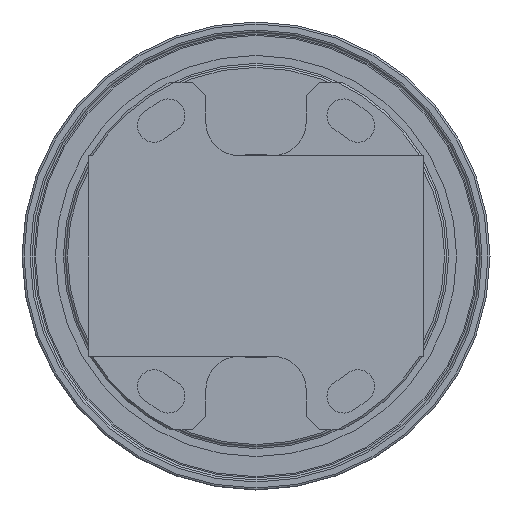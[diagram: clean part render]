
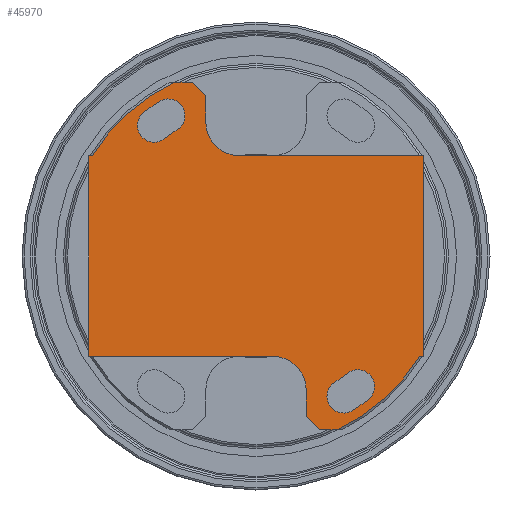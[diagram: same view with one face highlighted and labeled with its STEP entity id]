
A CAD part, front view. The second image highlights one B-rep face of the part: STEP entity #45970.
In plain terms, the highlighted planar face has unit normal (0, -1, 0).
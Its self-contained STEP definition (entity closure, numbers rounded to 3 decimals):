
#2916=LINE('',#80288,#4059);
#2917=LINE('',#80291,#4060);
#2918=LINE('',#80293,#4061);
#2919=LINE('',#80297,#4062);
#2920=LINE('',#80299,#4063);
#2921=LINE('',#80301,#4064);
#2922=LINE('',#80305,#4065);
#2923=LINE('',#80307,#4066);
#2924=LINE('',#80309,#4067);
#2925=LINE('',#80313,#4068);
#2926=LINE('',#80315,#4069);
#2927=LINE('',#80317,#4070);
#4059=VECTOR('',#56812,1000.);
#4060=VECTOR('',#56813,1000.);
#4061=VECTOR('',#56814,1000.);
#4062=VECTOR('',#56817,1000.);
#4063=VECTOR('',#56818,1000.);
#4064=VECTOR('',#56819,1000.);
#4065=VECTOR('',#56822,1000.);
#4066=VECTOR('',#56823,1000.);
#4067=VECTOR('',#56824,1000.);
#4068=VECTOR('',#56827,1000.);
#4069=VECTOR('',#56828,1000.);
#4070=VECTOR('',#56829,1000.);
#4428=PLANE('',#49260);
#15427=ORIENTED_EDGE('',*,*,#20531,.T.);
#15428=ORIENTED_EDGE('',*,*,#20532,.T.);
#15429=ORIENTED_EDGE('',*,*,#20533,.T.);
#15430=ORIENTED_EDGE('',*,*,#20534,.T.);
#15431=ORIENTED_EDGE('',*,*,#20535,.T.);
#15432=ORIENTED_EDGE('',*,*,#20536,.T.);
#15433=ORIENTED_EDGE('',*,*,#20537,.T.);
#15434=ORIENTED_EDGE('',*,*,#20538,.T.);
#15435=ORIENTED_EDGE('',*,*,#20539,.F.);
#15436=ORIENTED_EDGE('',*,*,#20540,.T.);
#15437=ORIENTED_EDGE('',*,*,#20541,.T.);
#15438=ORIENTED_EDGE('',*,*,#20542,.T.);
#15439=ORIENTED_EDGE('',*,*,#20543,.F.);
#15440=ORIENTED_EDGE('',*,*,#20544,.F.);
#15441=ORIENTED_EDGE('',*,*,#20545,.F.);
#15442=ORIENTED_EDGE('',*,*,#20546,.T.);
#15443=ORIENTED_EDGE('',*,*,#20547,.T.);
#15444=ORIENTED_EDGE('',*,*,#20548,.T.);
#15445=ORIENTED_EDGE('',*,*,#20549,.F.);
#15446=ORIENTED_EDGE('',*,*,#20550,.T.);
#15447=ORIENTED_EDGE('',*,*,#20551,.F.);
#15448=ORIENTED_EDGE('',*,*,#20552,.F.);
#15449=ORIENTED_EDGE('',*,*,#20553,.F.);
#15450=ORIENTED_EDGE('',*,*,#20554,.T.);
#20531=EDGE_CURVE('',#23545,#23546,#25602,.T.);
#20532=EDGE_CURVE('',#23546,#23547,#25603,.T.);
#20533=EDGE_CURVE('',#23547,#23548,#25604,.T.);
#20534=EDGE_CURVE('',#23548,#23545,#25605,.T.);
#20535=EDGE_CURVE('',#23549,#23550,#25606,.T.);
#20536=EDGE_CURVE('',#23550,#23551,#25607,.T.);
#20537=EDGE_CURVE('',#23551,#23552,#25608,.T.);
#20538=EDGE_CURVE('',#23552,#23549,#25609,.T.);
#20539=EDGE_CURVE('',#23553,#23554,#2916,.T.);
#20540=EDGE_CURVE('',#23553,#23555,#2917,.T.);
#20541=EDGE_CURVE('',#23555,#23556,#2918,.T.);
#20542=EDGE_CURVE('',#23556,#23557,#25610,.F.);
#20543=EDGE_CURVE('',#23558,#23557,#2919,.T.);
#20544=EDGE_CURVE('',#23559,#23558,#2920,.T.);
#20545=EDGE_CURVE('',#23560,#23559,#2921,.T.);
#20546=EDGE_CURVE('',#23560,#23561,#25611,.T.);
#20547=EDGE_CURVE('',#23561,#23562,#2922,.T.);
#20548=EDGE_CURVE('',#23562,#23563,#2923,.T.);
#20549=EDGE_CURVE('',#23564,#23563,#2924,.T.);
#20550=EDGE_CURVE('',#23564,#23565,#25612,.F.);
#20551=EDGE_CURVE('',#23566,#23565,#2925,.T.);
#20552=EDGE_CURVE('',#23567,#23566,#2926,.T.);
#20553=EDGE_CURVE('',#23568,#23567,#2927,.T.);
#20554=EDGE_CURVE('',#23568,#23554,#25613,.T.);
#23545=VERTEX_POINT('',#80273);
#23546=VERTEX_POINT('',#80274);
#23547=VERTEX_POINT('',#80276);
#23548=VERTEX_POINT('',#80278);
#23549=VERTEX_POINT('',#80281);
#23550=VERTEX_POINT('',#80282);
#23551=VERTEX_POINT('',#80284);
#23552=VERTEX_POINT('',#80286);
#23553=VERTEX_POINT('',#80289);
#23554=VERTEX_POINT('',#80290);
#23555=VERTEX_POINT('',#80292);
#23556=VERTEX_POINT('',#80294);
#23557=VERTEX_POINT('',#80296);
#23558=VERTEX_POINT('',#80298);
#23559=VERTEX_POINT('',#80300);
#23560=VERTEX_POINT('',#80302);
#23561=VERTEX_POINT('',#80304);
#23562=VERTEX_POINT('',#80306);
#23563=VERTEX_POINT('',#80308);
#23564=VERTEX_POINT('',#80310);
#23565=VERTEX_POINT('',#80312);
#23566=VERTEX_POINT('',#80314);
#23567=VERTEX_POINT('',#80316);
#23568=VERTEX_POINT('',#80318);
#25602=CIRCLE('',#49261,27.25);
#25603=CIRCLE('',#49262,2.5);
#25604=CIRCLE('',#49263,22.25);
#25605=CIRCLE('',#49264,2.5);
#25606=CIRCLE('',#49265,22.25);
#25607=CIRCLE('',#49266,2.5);
#25608=CIRCLE('',#49267,27.25);
#25609=CIRCLE('',#49268,2.5);
#25610=CIRCLE('',#49269,28.7);
#25611=CIRCLE('',#49270,5.);
#25612=CIRCLE('',#49271,28.7);
#25613=CIRCLE('',#49272,5.);
#27835=EDGE_LOOP('',(#15427,#15428,#15429,#15430));
#27836=EDGE_LOOP('',(#15431,#15432,#15433,#15434));
#27837=EDGE_LOOP('',(#15435,#15436,#15437,#15438,#15439,#15440,#15441,#15442,
#15443,#15444,#15445,#15446,#15447,#15448,#15449,#15450));
#30159=FACE_BOUND('',#27835,.T.);
#30160=FACE_BOUND('',#27836,.T.);
#30161=FACE_BOUND('',#27837,.T.);
#45970=ADVANCED_FACE('',(#30159,#30160,#30161),#4428,.F.);
#49260=AXIS2_PLACEMENT_3D('',#80271,#56794,#56795);
#49261=AXIS2_PLACEMENT_3D('',#80272,#56796,#56797);
#49262=AXIS2_PLACEMENT_3D('',#80275,#56798,#56799);
#49263=AXIS2_PLACEMENT_3D('',#80277,#56800,#56801);
#49264=AXIS2_PLACEMENT_3D('',#80279,#56802,#56803);
#49265=AXIS2_PLACEMENT_3D('',#80280,#56804,#56805);
#49266=AXIS2_PLACEMENT_3D('',#80283,#56806,#56807);
#49267=AXIS2_PLACEMENT_3D('',#80285,#56808,#56809);
#49268=AXIS2_PLACEMENT_3D('',#80287,#56810,#56811);
#49269=AXIS2_PLACEMENT_3D('',#80295,#56815,#56816);
#49270=AXIS2_PLACEMENT_3D('',#80303,#56820,#56821);
#49271=AXIS2_PLACEMENT_3D('',#80311,#56825,#56826);
#49272=AXIS2_PLACEMENT_3D('',#80319,#56830,#56831);
#56794=DIRECTION('',(0.,1.,0.));
#56795=DIRECTION('',(0.,0.,1.));
#56796=DIRECTION('',(0.,1.,0.));
#56797=DIRECTION('',(0.,0.,1.));
#56798=DIRECTION('',(0.,1.,0.));
#56799=DIRECTION('',(0.,0.,1.));
#56800=DIRECTION('',(0.,-1.,0.));
#56801=DIRECTION('',(0.,0.,1.));
#56802=DIRECTION('',(0.,1.,0.));
#56803=DIRECTION('',(0.,0.,-1.));
#56804=DIRECTION('',(0.,-1.,0.));
#56805=DIRECTION('',(0.,0.,1.));
#56806=DIRECTION('',(0.,1.,0.));
#56807=DIRECTION('',(0.,0.,1.));
#56808=DIRECTION('',(0.,1.,0.));
#56809=DIRECTION('',(0.,0.,1.));
#56810=DIRECTION('',(0.,1.,0.));
#56811=DIRECTION('',(0.,0.,-1.));
#56812=DIRECTION('',(0.,0.,-1.));
#56813=DIRECTION('',(-0.707,0.,0.707));
#56814=DIRECTION('',(-1.,0.,0.));
#56815=DIRECTION('',(0.,1.,0.));
#56816=DIRECTION('',(0.,0.,1.));
#56817=DIRECTION('',(1.,0.,0.));
#56818=DIRECTION('',(0.,0.,1.));
#56819=DIRECTION('',(-1.,0.,0.));
#56820=DIRECTION('',(0.,1.,0.));
#56821=DIRECTION('',(0.,0.,1.));
#56822=DIRECTION('',(0.,0.,-1.));
#56823=DIRECTION('',(0.707,0.,-0.707));
#56824=DIRECTION('',(-1.,0.,0.));
#56825=DIRECTION('',(0.,1.,0.));
#56826=DIRECTION('',(0.,0.,1.));
#56827=DIRECTION('',(-1.,0.,0.));
#56828=DIRECTION('',(0.,0.,-1.));
#56829=DIRECTION('',(1.,0.,0.));
#56830=DIRECTION('',(0.,1.,0.));
#56831=DIRECTION('',(0.,0.,1.));
#80271=CARTESIAN_POINT('',(0.,0.,0.));
#80272=CARTESIAN_POINT('',(0.,0.,0.));
#80273=CARTESIAN_POINT('',(16.777,0.,-21.473));
#80274=CARTESIAN_POINT('',(14.44,0.,-23.109));
#80275=CARTESIAN_POINT('',(13.116,0.,-20.989));
#80276=CARTESIAN_POINT('',(11.791,0.,-18.869));
#80277=CARTESIAN_POINT('',(0.,0.,0.));
#80278=CARTESIAN_POINT('',(13.698,0.,-17.533));
#80279=CARTESIAN_POINT('',(15.238,0.,-19.503));
#80280=CARTESIAN_POINT('',(0.,0.,0.));
#80281=CARTESIAN_POINT('',(-11.791,0.,18.869));
#80282=CARTESIAN_POINT('',(-13.698,0.,17.533));
#80283=CARTESIAN_POINT('',(-15.238,0.,19.503));
#80284=CARTESIAN_POINT('',(-16.777,0.,21.473));
#80285=CARTESIAN_POINT('',(0.,0.,0.));
#80286=CARTESIAN_POINT('',(-14.44,0.,23.109));
#80287=CARTESIAN_POINT('',(-13.116,0.,20.989));
#80288=CARTESIAN_POINT('',(-7.5,0.,15.));
#80289=CARTESIAN_POINT('',(-7.5,0.,24.));
#80290=CARTESIAN_POINT('',(-7.5,0.,20.));
#80291=CARTESIAN_POINT('',(-9.5,0.,26.));
#80292=CARTESIAN_POINT('',(-9.5,0.,26.));
#80293=CARTESIAN_POINT('',(19.971,0.,26.));
#80294=CARTESIAN_POINT('',(-12.153,0.,26.));
#80295=CARTESIAN_POINT('',(0.,0.,0.));
#80296=CARTESIAN_POINT('',(-24.468,0.,15.));
#80297=CARTESIAN_POINT('',(-25.,0.,15.));
#80298=CARTESIAN_POINT('',(-25.,0.,15.));
#80299=CARTESIAN_POINT('',(-25.,0.,-15.));
#80300=CARTESIAN_POINT('',(-25.,0.,-15.));
#80301=CARTESIAN_POINT('',(25.,0.,-15.));
#80302=CARTESIAN_POINT('',(2.5,0.,-15.));
#80303=CARTESIAN_POINT('',(2.5,0.,-20.));
#80304=CARTESIAN_POINT('',(7.5,0.,-20.));
#80305=CARTESIAN_POINT('',(7.5,0.,-15.));
#80306=CARTESIAN_POINT('',(7.5,0.,-24.));
#80307=CARTESIAN_POINT('',(9.5,0.,-26.));
#80308=CARTESIAN_POINT('',(9.5,0.,-26.));
#80309=CARTESIAN_POINT('',(19.971,0.,-26.));
#80310=CARTESIAN_POINT('',(12.153,0.,-26.));
#80311=CARTESIAN_POINT('',(0.,0.,0.));
#80312=CARTESIAN_POINT('',(24.468,0.,-15.));
#80313=CARTESIAN_POINT('',(25.,0.,-15.));
#80314=CARTESIAN_POINT('',(25.,0.,-15.));
#80315=CARTESIAN_POINT('',(25.,0.,15.));
#80316=CARTESIAN_POINT('',(25.,0.,15.));
#80317=CARTESIAN_POINT('',(-25.,0.,15.));
#80318=CARTESIAN_POINT('',(-2.5,0.,15.));
#80319=CARTESIAN_POINT('',(-2.5,0.,20.));
